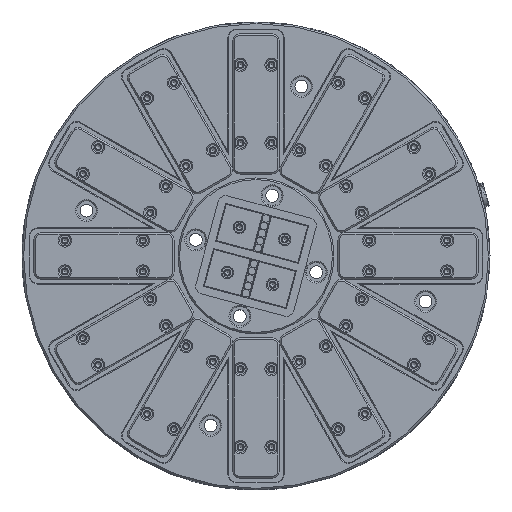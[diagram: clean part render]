
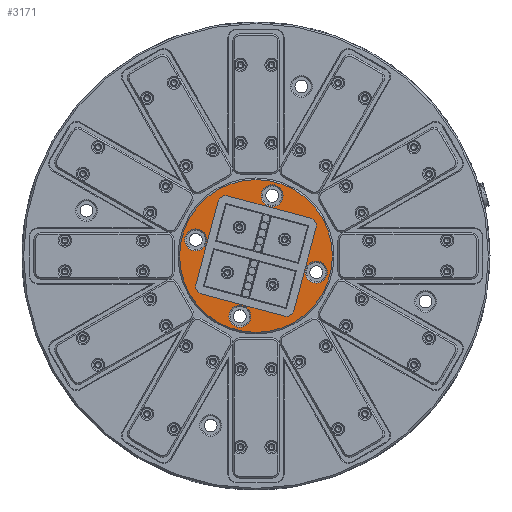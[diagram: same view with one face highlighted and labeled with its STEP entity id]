
A CAD part, top view. The second image highlights one B-rep face of the part: STEP entity #3171.
In plain terms, the highlighted planar face has unit normal (0, 0, 1).
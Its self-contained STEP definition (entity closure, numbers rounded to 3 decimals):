
#3171 = ADVANCED_FACE( '', ( #6869, #6870, #6871, #6872, #6873, #6874 ), #6875, .F. );
#6869 = FACE_BOUND( '', #10963, .T. );
#6870 = FACE_OUTER_BOUND( '', #10964, .T. );
#6871 = FACE_BOUND( '', #10965, .T. );
#6872 = FACE_BOUND( '', #10966, .T. );
#6873 = FACE_BOUND( '', #10967, .T. );
#6874 = FACE_BOUND( '', #10968, .T. );
#6875 = PLANE( '', #10969 );
#10963 = EDGE_LOOP( '', ( #18623, #18624, #18625, #18626, #18627, #18628, #18629, #18630 ) );
#10964 = EDGE_LOOP( '', ( #18631 ) );
#10965 = EDGE_LOOP( '', ( #18632 ) );
#10966 = EDGE_LOOP( '', ( #18633 ) );
#10967 = EDGE_LOOP( '', ( #18634 ) );
#10968 = EDGE_LOOP( '', ( #18635 ) );
#10969 = AXIS2_PLACEMENT_3D( '', #18636, #18637, #18638 );
#18623 = ORIENTED_EDGE( '', *, *, #22194, .F. );
#18624 = ORIENTED_EDGE( '', *, *, #21562, .T. );
#18625 = ORIENTED_EDGE( '', *, *, #19986, .F. );
#18626 = ORIENTED_EDGE( '', *, *, #21401, .T. );
#18627 = ORIENTED_EDGE( '', *, *, #20289, .F. );
#18628 = ORIENTED_EDGE( '', *, *, #21243, .T. );
#18629 = ORIENTED_EDGE( '', *, *, #20205, .F. );
#18630 = ORIENTED_EDGE( '', *, *, #19639, .T. );
#18631 = ORIENTED_EDGE( '', *, *, #21375, .T. );
#18632 = ORIENTED_EDGE( '', *, *, #21736, .T. );
#18633 = ORIENTED_EDGE( '', *, *, #22161, .T. );
#18634 = ORIENTED_EDGE( '', *, *, #19720, .T. );
#18635 = ORIENTED_EDGE( '', *, *, #19444, .T. );
#18636 = CARTESIAN_POINT( '', ( 0., 0., 70. ) );
#18637 = DIRECTION( '', ( 0., 0., -1. ) );
#18638 = DIRECTION( '', ( -1., 0., 0. ) );
#19444 = EDGE_CURVE( '', #22512, #22512, #22513, .T. );
#19639 = EDGE_CURVE( '', #22842, #22846, #22848, .T. );
#19720 = EDGE_CURVE( '', #22990, #22990, #22991, .T. );
#19986 = EDGE_CURVE( '', #23428, #23423, #23430, .T. );
#20205 = EDGE_CURVE( '', #22842, #23784, #23788, .T. );
#20289 = EDGE_CURVE( '', #23923, #23918, #23925, .T. );
#21243 = EDGE_CURVE( '', #23923, #23784, #25338, .T. );
#21375 = EDGE_CURVE( '', #25511, #25511, #25512, .F. );
#21401 = EDGE_CURVE( '', #23428, #23918, #25542, .T. );
#21562 = EDGE_CURVE( '', #25745, #23423, #25748, .T. );
#21736 = EDGE_CURVE( '', #25975, #25975, #25976, .T. );
#22161 = EDGE_CURVE( '', #26458, #26458, #26459, .T. );
#22194 = EDGE_CURVE( '', #25745, #22846, #26493, .T. );
#22512 = VERTEX_POINT( '', #26880 );
#22513 = CIRCLE( '', #26881, 14. );
#22842 = VERTEX_POINT( '', #27389 );
#22846 = VERTEX_POINT( '', #27394 );
#22848 = CIRCLE( '', #27397, 10. );
#22990 = VERTEX_POINT( '', #27583 );
#22991 = CIRCLE( '', #27584, 14. );
#23423 = VERTEX_POINT( '', #28245 );
#23428 = VERTEX_POINT( '', #28252 );
#23430 = LINE( '', #28255, #28256 );
#23784 = VERTEX_POINT( '', #28753 );
#23788 = LINE( '', #28759, #28760 );
#23918 = VERTEX_POINT( '', #28990 );
#23923 = VERTEX_POINT( '', #28997 );
#23925 = LINE( '', #29000, #29001 );
#25338 = CIRCLE( '', #31154, 10. );
#25511 = VERTEX_POINT( '', #31452 );
#25512 = CIRCLE( '', #31453, 98. );
#25542 = CIRCLE( '', #31487, 10. );
#25745 = VERTEX_POINT( '', #31760 );
#25748 = CIRCLE( '', #31764, 10. );
#25975 = VERTEX_POINT( '', #32103 );
#25976 = CIRCLE( '', #32104, 14. );
#26458 = VERTEX_POINT( '', #32956 );
#26459 = CIRCLE( '', #32957, 14. );
#26493 = LINE( '', #32997, #32998 );
#26880 = CARTESIAN_POINT( '', ( 63.274, -20.706, 70. ) );
#26881 = AXIS2_PLACEMENT_3D( '', #33280, #33281, #33282 );
#27389 = CARTESIAN_POINT( '', ( -48.55, 69.949, 70. ) );
#27394 = CARTESIAN_POINT( '', ( -36.303, 77.02, 70. ) );
#27397 = AXIS2_PLACEMENT_3D( '', #33546, #33547, #33548 );
#27583 = CARTESIAN_POINT( '', ( -34.706, -77.274, 70. ) );
#27584 = AXIS2_PLACEMENT_3D( '', #33650, #33651, #33652 );
#28245 = CARTESIAN_POINT( '', ( 77.02, 36.303, 70. ) );
#28252 = CARTESIAN_POINT( '', ( 48.55, -69.949, 70. ) );
#28255 = CARTESIAN_POINT( '', ( 45.962, -79.608, 70. ) );
#28256 = VECTOR( '', #33999, 1000. );
#28753 = CARTESIAN_POINT( '', ( -77.02, -36.303, 70. ) );
#28759 = CARTESIAN_POINT( '', ( -45.962, 79.608, 70. ) );
#28760 = VECTOR( '', #34308, 1000. );
#28990 = CARTESIAN_POINT( '', ( 36.303, -77.02, 70. ) );
#28997 = CARTESIAN_POINT( '', ( -69.949, -48.55, 70. ) );
#29000 = CARTESIAN_POINT( '', ( -79.608, -45.962, 70. ) );
#29001 = VECTOR( '', #34406, 1000. );
#31154 = AXIS2_PLACEMENT_3D( '', #35622, #35623, #35624 );
#31452 = CARTESIAN_POINT( '', ( -98., 0., 70. ) );
#31453 = AXIS2_PLACEMENT_3D( '', #35746, #35747, #35748 );
#31487 = AXIS2_PLACEMENT_3D( '', #35774, #35775, #35776 );
#31760 = CARTESIAN_POINT( '', ( 69.949, 48.55, 70. ) );
#31764 = AXIS2_PLACEMENT_3D( '', #35942, #35943, #35944 );
#32103 = CARTESIAN_POINT( '', ( 6.706, 77.274, 70. ) );
#32104 = AXIS2_PLACEMENT_3D( '', #36149, #36150, #36151 );
#32956 = CARTESIAN_POINT( '', ( -91.274, 20.706, 70. ) );
#32957 = AXIS2_PLACEMENT_3D( '', #36476, #36477, #36478 );
#32997 = CARTESIAN_POINT( '', ( 79.608, 45.962, 70. ) );
#32998 = VECTOR( '', #36488, 1000. );
#33280 = CARTESIAN_POINT( '', ( 77.274, -20.706, 70. ) );
#33281 = DIRECTION( '', ( 0., 0., -1. ) );
#33282 = DIRECTION( '', ( -1., 0., 0. ) );
#33546 = CARTESIAN_POINT( '', ( -38.891, 67.361, 70. ) );
#33547 = DIRECTION( '', ( 0., 0., -1. ) );
#33548 = DIRECTION( '', ( -1., 0., 0. ) );
#33650 = CARTESIAN_POINT( '', ( -20.706, -77.274, 70. ) );
#33651 = DIRECTION( '', ( 0., 0., -1. ) );
#33652 = DIRECTION( '', ( -1., 0., 0. ) );
#33999 = DIRECTION( '', ( 0.259, 0.966, 0. ) );
#34308 = DIRECTION( '', ( -0.259, -0.966, 0. ) );
#34406 = DIRECTION( '', ( 0.966, -0.259, 0. ) );
#35622 = CARTESIAN_POINT( '', ( -67.361, -38.891, 70. ) );
#35623 = DIRECTION( '', ( 0., 0., -1. ) );
#35624 = DIRECTION( '', ( -1., 0., 0. ) );
#35746 = CARTESIAN_POINT( '', ( 0., 0., 70. ) );
#35747 = DIRECTION( '', ( 0., 0., -1. ) );
#35748 = DIRECTION( '', ( -1., 0., 0. ) );
#35774 = CARTESIAN_POINT( '', ( 38.891, -67.361, 70. ) );
#35775 = DIRECTION( '', ( 0., 0., -1. ) );
#35776 = DIRECTION( '', ( -1., 0., 0. ) );
#35942 = CARTESIAN_POINT( '', ( 67.361, 38.891, 70. ) );
#35943 = DIRECTION( '', ( 0., 0., -1. ) );
#35944 = DIRECTION( '', ( -1., 0., 0. ) );
#36149 = CARTESIAN_POINT( '', ( 20.706, 77.274, 70. ) );
#36150 = DIRECTION( '', ( 0., 0., -1. ) );
#36151 = DIRECTION( '', ( -1., 0., 0. ) );
#36476 = CARTESIAN_POINT( '', ( -77.274, 20.706, 70. ) );
#36477 = DIRECTION( '', ( 0., 0., -1. ) );
#36478 = DIRECTION( '', ( -1., 0., 0. ) );
#36488 = DIRECTION( '', ( -0.966, 0.259, 0. ) );
